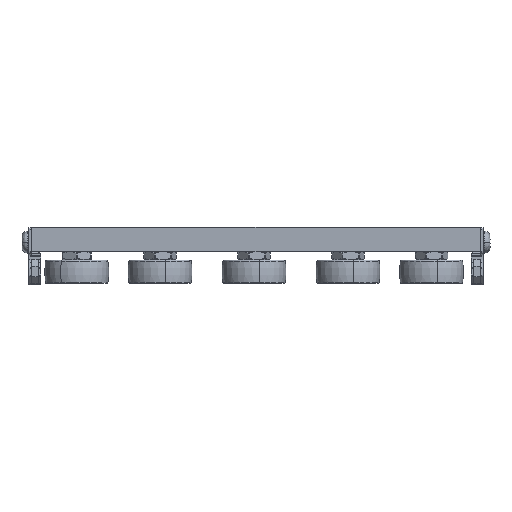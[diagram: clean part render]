
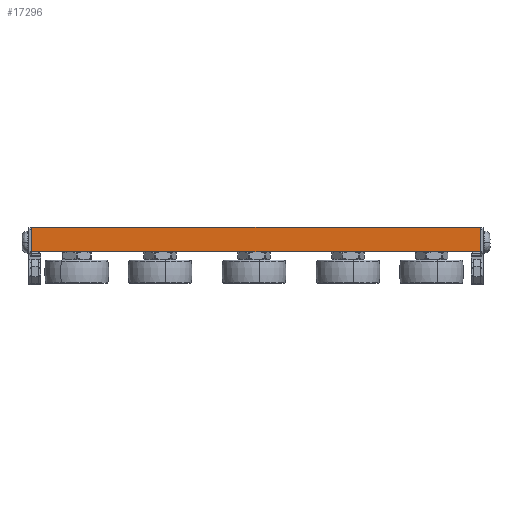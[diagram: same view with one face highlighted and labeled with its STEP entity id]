
A CAD part, top view. The second image highlights one B-rep face of the part: STEP entity #17296.
In plain terms, the highlighted planar face has unit normal (0, 0, 1).
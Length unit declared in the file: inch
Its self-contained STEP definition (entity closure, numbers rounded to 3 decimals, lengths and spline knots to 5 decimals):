
#90 = DIRECTION ( 'NONE',  ( 1., 0., 0. ) ) ;
#293 = CARTESIAN_POINT ( 'NONE',  ( 0., 0.464, 0.748 ) ) ;
#409 = VERTEX_POINT ( 'NONE', #3013 ) ;
#838 = LINE ( 'NONE', #11257, #9079 ) ;
#1005 = VECTOR ( 'NONE', #13162, 39.37008 ) ;
#1165 = CARTESIAN_POINT ( 'NONE',  ( -4.2325, 0.464, 0.748 ) ) ;
#1417 = VERTEX_POINT ( 'NONE', #2252 ) ;
#1564 = CARTESIAN_POINT ( 'NONE',  ( 4.2325, 0.0375, 0.748 ) ) ;
#2252 = CARTESIAN_POINT ( 'NONE',  ( 4.2325, 0.464, 0.748 ) ) ;
#2525 = CARTESIAN_POINT ( 'NONE',  ( -4.195, 0., 0.748 ) ) ;
#2529 = CARTESIAN_POINT ( 'NONE',  ( -4.2325, 0., 0.748 ) ) ;
#2747 = LINE ( 'NONE', #2529, #1005 ) ;
#2938 = EDGE_CURVE ( 'NONE', #20792, #409, #2747, .T. ) ;
#3013 = CARTESIAN_POINT ( 'NONE',  ( -4.2325, 0.0375, 0.748 ) ) ;
#3260 = DIRECTION ( 'NONE',  ( 0., 1., 0. ) ) ;
#3324 = VECTOR ( 'NONE', #3260, 39.37008 ) ;
#4885 = DIRECTION ( 'NONE',  ( 1., 0., 0. ) ) ;
#5233 = LINE ( 'NONE', #19158, #3324 ) ;
#5552 = CARTESIAN_POINT ( 'NONE',  ( 4.195, 0., 0.748 ) ) ;
#5568 = ORIENTED_EDGE ( 'NONE', *, *, #21911, .T. ) ;
#6639 = EDGE_CURVE ( 'NONE', #15750, #6719, #16209, .T. ) ;
#6719 = VERTEX_POINT ( 'NONE', #1564 ) ;
#7004 = VECTOR ( 'NONE', #17685, 39.37008 ) ;
#8286 = VECTOR ( 'NONE', #18078, 39.37008 ) ;
#8582 = LINE ( 'NONE', #10324, #15133 ) ;
#8774 = AXIS2_PLACEMENT_3D ( 'NONE', #22965, #10647, #90 ) ;
#8986 = ORIENTED_EDGE ( 'NONE', *, *, #16446, .T. ) ;
#9079 = VECTOR ( 'NONE', #9762, 39.37008 ) ;
#9762 = DIRECTION ( 'NONE',  ( 0.707, -0.707, 0. ) ) ;
#10324 = CARTESIAN_POINT ( 'NONE',  ( -4.195, 0., 0.748 ) ) ;
#10647 = DIRECTION ( 'NONE',  ( 0., 0., 1. ) ) ;
#11257 = CARTESIAN_POINT ( 'NONE',  ( -4.2325, 0.0375, 0.748 ) ) ;
#13162 = DIRECTION ( 'NONE',  ( 0., -1., 0. ) ) ;
#14058 = LINE ( 'NONE', #293, #7004 ) ;
#14565 = FACE_OUTER_BOUND ( 'NONE', #22063, .T. ) ;
#14656 = VERTEX_POINT ( 'NONE', #2525 ) ;
#15133 = VECTOR ( 'NONE', #4885, 39.37008 ) ;
#15664 = EDGE_CURVE ( 'NONE', #1417, #20792, #14058, .T. ) ;
#15750 = VERTEX_POINT ( 'NONE', #17445 ) ;
#16209 = LINE ( 'NONE', #5552, #8286 ) ;
#16293 = ORIENTED_EDGE ( 'NONE', *, *, #2938, .T. ) ;
#16446 = EDGE_CURVE ( 'NONE', #6719, #1417, #5233, .T. ) ;
#17296 = ADVANCED_FACE ( 'NONE', ( #14565 ), #21680, .T. ) ;
#17445 = CARTESIAN_POINT ( 'NONE',  ( 4.195, 0., 0.748 ) ) ;
#17685 = DIRECTION ( 'NONE',  ( -1., 0., 0. ) ) ;
#18078 = DIRECTION ( 'NONE',  ( 0.707, 0.707, 0. ) ) ;
#19158 = CARTESIAN_POINT ( 'NONE',  ( 4.2325, 0., 0.748 ) ) ;
#19373 = ORIENTED_EDGE ( 'NONE', *, *, #15664, .T. ) ;
#19670 = ORIENTED_EDGE ( 'NONE', *, *, #20349, .T. ) ;
#20349 = EDGE_CURVE ( 'NONE', #409, #14656, #838, .T. ) ;
#20792 = VERTEX_POINT ( 'NONE', #1165 ) ;
#20833 = ORIENTED_EDGE ( 'NONE', *, *, #6639, .T. ) ;
#21680 = PLANE ( 'NONE',  #8774 ) ;
#21911 = EDGE_CURVE ( 'NONE', #14656, #15750, #8582, .T. ) ;
#22063 = EDGE_LOOP ( 'NONE', ( #8986, #19373, #16293, #19670, #5568, #20833 ) ) ;
#22965 = CARTESIAN_POINT ( 'NONE',  ( 0., 0., 0.748 ) ) ;
